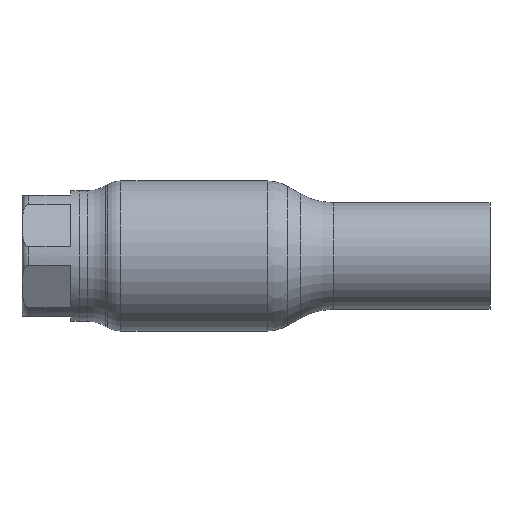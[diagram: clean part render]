
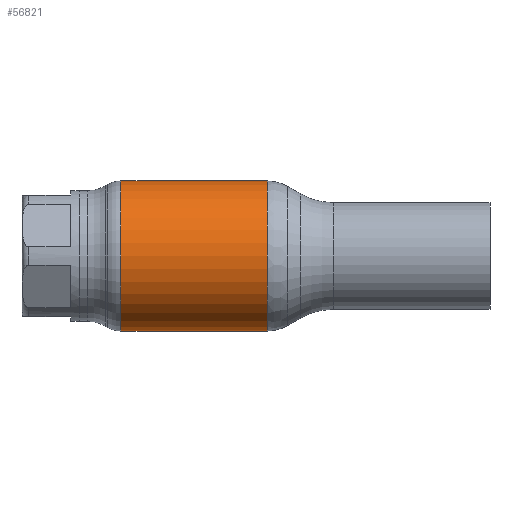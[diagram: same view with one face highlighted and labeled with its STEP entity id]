
A CAD part, front view. The second image highlights one B-rep face of the part: STEP entity #56821.
In plain terms, the highlighted cylindrical face has radius 34 mm (diameter 68 mm), a partial arc.
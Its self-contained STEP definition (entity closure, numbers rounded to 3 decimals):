
#1893 = VECTOR ( 'NONE', #43241, 1000. ) ;
#2434 = DIRECTION ( 'NONE',  ( -1., 0., 0. ) ) ;
#3428 = ORIENTED_EDGE ( 'NONE', *, *, #22521, .T. ) ;
#4521 = FACE_OUTER_BOUND ( 'NONE', #5696, .T. ) ;
#4928 = CARTESIAN_POINT ( 'NONE',  ( -62.69, 0., -34. ) ) ;
#5373 = VERTEX_POINT ( 'NONE', #20652 ) ;
#5696 = EDGE_LOOP ( 'NONE', ( #17022, #20022, #3428, #55414 ) ) ;
#6358 = EDGE_CURVE ( 'NONE', #20994, #10135, #57266, .T. ) ;
#7112 = CARTESIAN_POINT ( 'NONE',  ( 33.177, 0., 0. ) ) ;
#7967 = DIRECTION ( 'NONE',  ( -1., 0., 0. ) ) ;
#8705 = CARTESIAN_POINT ( 'NONE',  ( -33.177, 0., -34. ) ) ;
#10135 = VERTEX_POINT ( 'NONE', #59588 ) ;
#11799 = EDGE_CURVE ( 'NONE', #36178, #5373, #28905, .T. ) ;
#15947 = EDGE_CURVE ( 'NONE', #20994, #36178, #60424, .T. ) ;
#16998 = LINE ( 'NONE', #45974, #34272 ) ;
#17022 = ORIENTED_EDGE ( 'NONE', *, *, #15947, .F. ) ;
#17912 = CARTESIAN_POINT ( 'NONE',  ( -62.69, 0., 0. ) ) ;
#18149 = CARTESIAN_POINT ( 'NONE',  ( 33.177, 0., -34. ) ) ;
#20022 = ORIENTED_EDGE ( 'NONE', *, *, #6358, .T. ) ;
#20652 = CARTESIAN_POINT ( 'NONE',  ( -33.177, 0., 34. ) ) ;
#20994 = VERTEX_POINT ( 'NONE', #18149 ) ;
#22521 = EDGE_CURVE ( 'NONE', #10135, #5373, #16998, .T. ) ;
#27437 = DIRECTION ( 'NONE',  ( -1., 0., 0. ) ) ;
#28905 = CIRCLE ( 'NONE', #36751, 34. ) ;
#32537 = DIRECTION ( 'NONE',  ( 0., 0., 1. ) ) ;
#33143 = CYLINDRICAL_SURFACE ( 'NONE', #53851, 34. ) ;
#34272 = VECTOR ( 'NONE', #7967, 1000. ) ;
#36138 = DIRECTION ( 'NONE',  ( 0., 0., 1. ) ) ;
#36178 = VERTEX_POINT ( 'NONE', #8705 ) ;
#36751 = AXIS2_PLACEMENT_3D ( 'NONE', #37078, #27437, #36138 ) ;
#37078 = CARTESIAN_POINT ( 'NONE',  ( -33.177, 0., 0. ) ) ;
#43241 = DIRECTION ( 'NONE',  ( -1., 0., 0. ) ) ;
#45974 = CARTESIAN_POINT ( 'NONE',  ( -62.69, 0., 34. ) ) ;
#53851 = AXIS2_PLACEMENT_3D ( 'NONE', #17912, #61553, #32537 ) ;
#54212 = AXIS2_PLACEMENT_3D ( 'NONE', #7112, #2434, #59759 ) ;
#55414 = ORIENTED_EDGE ( 'NONE', *, *, #11799, .F. ) ;
#56821 = ADVANCED_FACE ( 'NONE', ( #4521 ), #33143, .T. ) ;
#57266 = CIRCLE ( 'NONE', #54212, 34. ) ;
#59588 = CARTESIAN_POINT ( 'NONE',  ( 33.177, 0., 34. ) ) ;
#59759 = DIRECTION ( 'NONE',  ( 0., 0., 1. ) ) ;
#60424 = LINE ( 'NONE', #4928, #1893 ) ;
#61553 = DIRECTION ( 'NONE',  ( -1., 0., 0. ) ) ;
